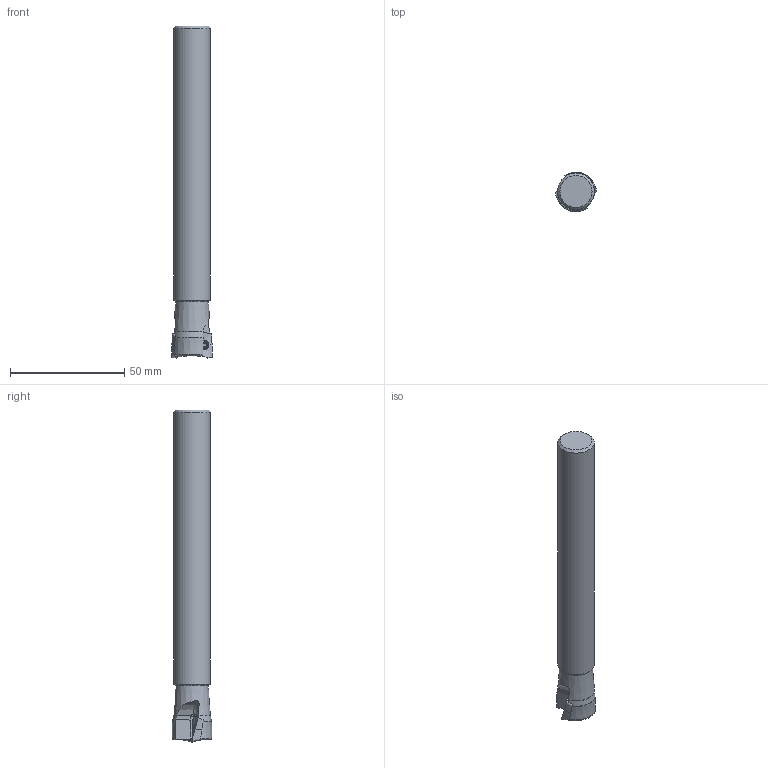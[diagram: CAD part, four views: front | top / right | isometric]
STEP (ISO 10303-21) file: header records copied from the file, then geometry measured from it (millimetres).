
FILE_DESCRIPTION(/* description */ (''),/* implementation_level */ '2;1');
FILE_NAME(/* name */ 'toolassembly_1.stp',/* time_stamp */ '2019-06-27T10:18:09+02:00',/* author */ (''),/* organization */ ('SMS'),/* preprocessor_version */ 'ST-DEVELOPER v16.7',/* originating_system */ 'SIEMENS PLM Software NX 12.0',/* authorisation */ '');
FILE_SCHEMA (('AUTOMOTIVE_DESIGN { 1 0 10303 214 3 1 1 1 }'));
Length unit declared in the file: millimetre
Products named in the file (4): CUT_20190627101735; NOCUT_20190627101712; ASSEMBLY_CONSTRUCTION; TOOLASSEMBLY_1
Assembly tree (4 placements, depth 2):
  TOOLASSEMBLY_1
    ASSEMBLY_CONSTRUCTION
    NOCUT_20190627101712
    CUT_20190627101735  x2
Bounding box: 17.93 x 17.16 x 145 mm (x, y, z)
Volume: 27941.4 mm3; surface area: 8278.7 mm2
Topology: 3 solids, 3 shells, 178 faces, 472 edges, 310 vertices
Faces by surface type: plane 73, cone 33, extrusion 24, torus 19, cylinder 17, bspline 8, sphere 4
Full cylindrical faces by diameter (mm): 2.5 x2, 2.8 x2, 3.45 x2, 16 x1
Entity records: 10725 total; most frequent: CARTESIAN_POINT 6714, ORIENTED_EDGE 806, DIRECTION 772, EDGE_CURVE 403, AXIS2_PLACEMENT_3D 319, VERTEX_POINT 269, EDGE_LOOP 190, ADVANCED_FACE 164
